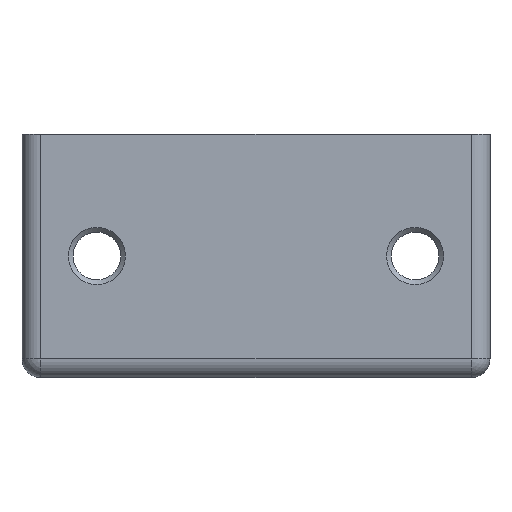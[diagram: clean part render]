
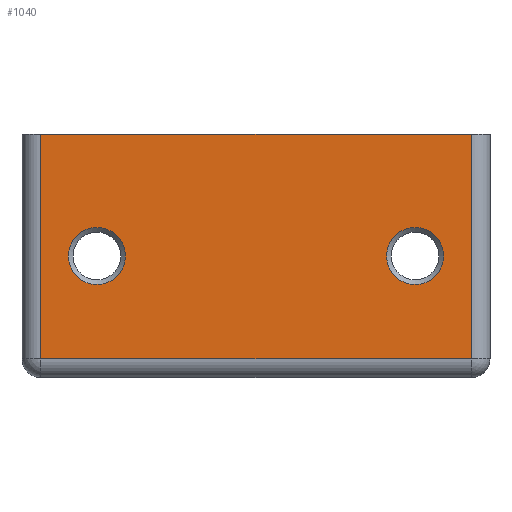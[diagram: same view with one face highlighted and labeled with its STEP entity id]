
A CAD part, front view. The second image highlights one B-rep face of the part: STEP entity #1040.
In plain terms, the highlighted planar face has unit normal (0, -1, 0).
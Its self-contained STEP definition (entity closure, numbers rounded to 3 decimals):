
#53=FACE_BOUND('',#161,.T.);
#54=FACE_BOUND('',#162,.T.);
#63=PLANE('',#1121);
#89=FACE_OUTER_BOUND('',#160,.T.);
#160=EDGE_LOOP('',(#711,#712,#713,#714,#715,#716));
#161=EDGE_LOOP('',(#717));
#162=EDGE_LOOP('',(#718));
#237=LINE('',#1631,#302);
#242=LINE('',#1654,#307);
#243=LINE('',#1656,#308);
#244=LINE('',#1658,#309);
#245=LINE('',#1660,#310);
#246=LINE('',#1661,#311);
#302=VECTOR('',#1266,10.);
#307=VECTOR('',#1293,10.);
#308=VECTOR('',#1294,10.);
#309=VECTOR('',#1295,10.);
#310=VECTOR('',#1296,10.);
#311=VECTOR('',#1297,10.);
#374=CIRCLE('',#1122,3.05);
#375=CIRCLE('',#1123,3.05);
#442=VERTEX_POINT('',#1624);
#445=VERTEX_POINT('',#1629);
#452=VERTEX_POINT('',#1653);
#453=VERTEX_POINT('',#1655);
#454=VERTEX_POINT('',#1657);
#455=VERTEX_POINT('',#1659);
#456=VERTEX_POINT('',#1662);
#457=VERTEX_POINT('',#1664);
#539=EDGE_CURVE('',#445,#442,#237,.T.);
#550=EDGE_CURVE('',#452,#445,#242,.T.);
#551=EDGE_CURVE('',#453,#452,#243,.T.);
#552=EDGE_CURVE('',#453,#454,#244,.T.);
#553=EDGE_CURVE('',#454,#455,#245,.T.);
#554=EDGE_CURVE('',#455,#442,#246,.T.);
#555=EDGE_CURVE('',#456,#456,#374,.T.);
#556=EDGE_CURVE('',#457,#457,#375,.T.);
#711=ORIENTED_EDGE('',*,*,#539,.F.);
#712=ORIENTED_EDGE('',*,*,#550,.F.);
#713=ORIENTED_EDGE('',*,*,#551,.F.);
#714=ORIENTED_EDGE('',*,*,#552,.T.);
#715=ORIENTED_EDGE('',*,*,#553,.T.);
#716=ORIENTED_EDGE('',*,*,#554,.T.);
#717=ORIENTED_EDGE('',*,*,#555,.F.);
#718=ORIENTED_EDGE('',*,*,#556,.F.);
#1040=ADVANCED_FACE('',(#89,#53,#54),#63,.T.);
#1121=AXIS2_PLACEMENT_3D('',#1652,#1291,#1292);
#1122=AXIS2_PLACEMENT_3D('',#1663,#1298,#1299);
#1123=AXIS2_PLACEMENT_3D('',#1665,#1300,#1301);
#1266=DIRECTION('',(0.,0.,1.));
#1291=DIRECTION('center_axis',(0.,-1.,0.));
#1292=DIRECTION('ref_axis',(0.,0.,-1.));
#1293=DIRECTION('',(-1.,0.,0.));
#1294=DIRECTION('',(0.,0.,-1.));
#1295=DIRECTION('',(-1.,0.,0.));
#1296=DIRECTION('',(-1.,0.,0.));
#1297=DIRECTION('',(-1.,0.,0.));
#1298=DIRECTION('center_axis',(0.,-1.,0.));
#1299=DIRECTION('ref_axis',(1.,0.,0.));
#1300=DIRECTION('center_axis',(0.,-1.,0.));
#1301=DIRECTION('ref_axis',(1.,0.,0.));
#1624=CARTESIAN_POINT('',(-23.,-6.,0.));
#1629=CARTESIAN_POINT('',(-23.,-6.,-24.));
#1631=CARTESIAN_POINT('',(-23.,-6.,-6.5));
#1652=CARTESIAN_POINT('Origin',(0.,-6.,-13.));
#1653=CARTESIAN_POINT('',(23.,-6.,-24.));
#1654=CARTESIAN_POINT('',(-12.5,-6.,-24.));
#1655=CARTESIAN_POINT('',(23.,-6.,0.));
#1656=CARTESIAN_POINT('',(23.,-6.,-19.5));
#1657=CARTESIAN_POINT('',(20.,-6.,0.));
#1658=CARTESIAN_POINT('',(25.,-6.,0.));
#1659=CARTESIAN_POINT('',(-20.,-6.,0.));
#1660=CARTESIAN_POINT('',(0.,-6.,0.));
#1661=CARTESIAN_POINT('',(-25.,-6.,0.));
#1662=CARTESIAN_POINT('',(-20.05,-6.,-13.));
#1663=CARTESIAN_POINT('Origin',(-17.,-6.,-13.));
#1664=CARTESIAN_POINT('',(13.95,-6.,-13.));
#1665=CARTESIAN_POINT('Origin',(17.,-6.,-13.));
